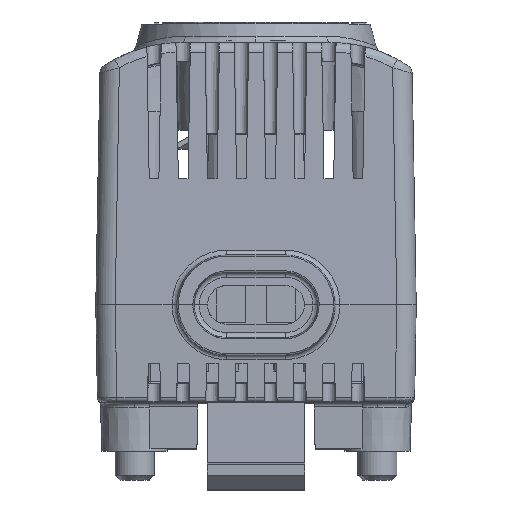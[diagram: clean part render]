
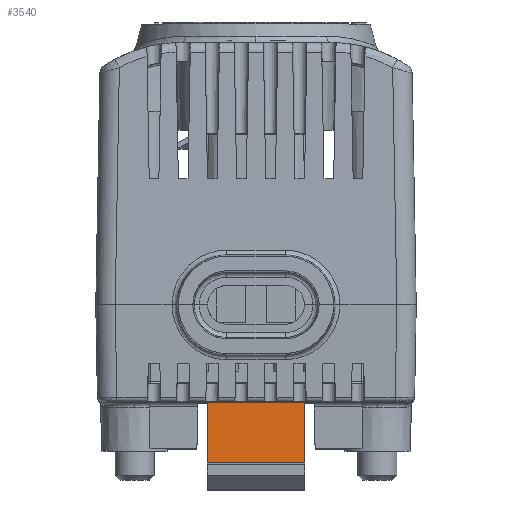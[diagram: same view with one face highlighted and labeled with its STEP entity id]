
A CAD part, top view. The second image highlights one B-rep face of the part: STEP entity #3540.
In plain terms, the highlighted planar face has unit normal (0, 0.035, 0.999).
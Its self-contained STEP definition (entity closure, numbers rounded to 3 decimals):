
#3540=ADVANCED_FACE('',(#10236),#10237,.F.);
#10236=FACE_OUTER_BOUND('',#20317,.T.);
#10237=PLANE('',#20318);
#20317=EDGE_LOOP('',(#38763,#38764,#38765,#38766));
#20318=AXIS2_PLACEMENT_3D('',#38767,#38768,#38769);
#38763=ORIENTED_EDGE('',*,*,#69523,.F.);
#38764=ORIENTED_EDGE('',*,*,#69525,.F.);
#38765=ORIENTED_EDGE('',*,*,#69526,.T.);
#38766=ORIENTED_EDGE('',*,*,#69527,.T.);
#38767=CARTESIAN_POINT('',(-5.0,-16.2,5.467));
#38768=DIRECTION('',(0.0,-0.035,-0.999));
#38769=DIRECTION('',(0.0,-0.999,0.035));
#69523=EDGE_CURVE('',#82103,#82109,#83406,.T.);
#69525=EDGE_CURVE('',#83408,#82103,#83409,.T.);
#69526=EDGE_CURVE('',#83408,#83410,#83411,.T.);
#69527=EDGE_CURVE('',#83410,#82109,#83412,.T.);
#82103=VERTEX_POINT('',#102050);
#82109=VERTEX_POINT('',#102059);
#83406=LINE('',#104030,#104031);
#83408=VERTEX_POINT('',#104033);
#83409=LINE('',#104034,#104035);
#83410=VERTEX_POINT('',#104036);
#83411=LINE('',#104037,#104038);
#83412=LINE('',#104039,#104040);
#102050=CARTESIAN_POINT('',(-5.0,-10.0,5.25));
#102059=CARTESIAN_POINT('',(5.0,-10.0,5.25));
#104030=CARTESIAN_POINT('',(-5.0,-10.0,5.25));
#104031=VECTOR('',#135886,10.0);
#104033=CARTESIAN_POINT('',(-5.0,-16.2,5.467));
#104034=CARTESIAN_POINT('',(-5.0,-16.2,5.467));
#104035=VECTOR('',#135887,6.204);
#104036=CARTESIAN_POINT('',(5.0,-16.2,5.467));
#104037=CARTESIAN_POINT('',(-5.0,-16.2,5.467));
#104038=VECTOR('',#135888,10.0);
#104039=CARTESIAN_POINT('',(5.0,-16.2,5.467));
#104040=VECTOR('',#135889,6.204);
#135886=DIRECTION('',(1.0,0.0,0.0));
#135887=DIRECTION('',(0.0,0.999,-0.035));
#135888=DIRECTION('',(1.0,0.0,0.0));
#135889=DIRECTION('',(0.0,0.999,-0.035));
